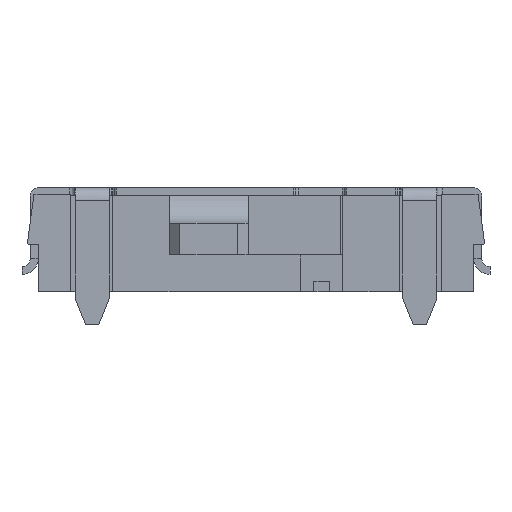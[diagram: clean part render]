
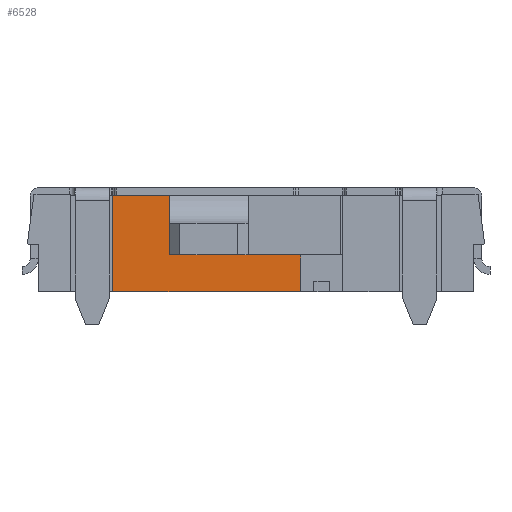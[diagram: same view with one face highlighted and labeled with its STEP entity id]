
A CAD part, front view. The second image highlights one B-rep face of the part: STEP entity #6528.
In plain terms, the highlighted planar face has unit normal (0, -1, 0).
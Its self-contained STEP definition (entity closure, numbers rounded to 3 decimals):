
#117=PLANE('',#7000);
#746=ORIENTED_EDGE('',*,*,#2537,.T.);
#747=ORIENTED_EDGE('',*,*,#2533,.T.);
#748=ORIENTED_EDGE('',*,*,#2617,.F.);
#749=ORIENTED_EDGE('',*,*,#2618,.F.);
#750=ORIENTED_EDGE('',*,*,#2619,.T.);
#751=ORIENTED_EDGE('',*,*,#2567,.F.);
#2533=EDGE_CURVE('',#3497,#3496,#4138,.T.);
#2537=EDGE_CURVE('',#3500,#3497,#4142,.T.);
#2567=EDGE_CURVE('',#3500,#3520,#4172,.T.);
#2617=EDGE_CURVE('',#3552,#3496,#4222,.T.);
#2618=EDGE_CURVE('',#3553,#3552,#4223,.T.);
#2619=EDGE_CURVE('',#3553,#3520,#4224,.T.);
#3496=VERTEX_POINT('',#9534);
#3497=VERTEX_POINT('',#9536);
#3500=VERTEX_POINT('',#9544);
#3520=VERTEX_POINT('',#9593);
#3552=VERTEX_POINT('',#9701);
#3553=VERTEX_POINT('',#9705);
#4138=LINE('',#9535,#4893);
#4142=LINE('',#9543,#4897);
#4172=LINE('',#9604,#4927);
#4222=LINE('',#9702,#4977);
#4223=LINE('',#9704,#4978);
#4224=LINE('',#9706,#4979);
#4893=VECTOR('',#7613,1000.);
#4897=VECTOR('',#7619,1000.);
#4927=VECTOR('',#7661,1000.);
#4977=VECTOR('',#7751,1000.);
#4978=VECTOR('',#7754,1000.);
#4979=VECTOR('',#7755,1000.);
#5652=EDGE_LOOP('',(#746,#747,#748,#749,#750,#751));
#6039=FACE_BOUND('',#5652,.T.);
#6528=ADVANCED_FACE('',(#6039),#117,.T.);
#7000=AXIS2_PLACEMENT_3D('',#9703,#7752,#7753);
#7613=DIRECTION('',(-1.,0.,0.));
#7619=DIRECTION('',(0.,0.,1.));
#7661=DIRECTION('',(1.,0.,0.));
#7751=DIRECTION('',(0.,0.,1.));
#7752=DIRECTION('',(0.,-1.,0.));
#7753=DIRECTION('',(0.,0.,-1.));
#7754=DIRECTION('',(-1.,0.,0.));
#7755=DIRECTION('',(0.,0.,1.));
#9534=CARTESIAN_POINT('',(-2.725,-1.5,1.83));
#9535=CARTESIAN_POINT('',(3.525,-1.5,1.83));
#9536=CARTESIAN_POINT('',(-1.65,-1.5,1.83));
#9543=CARTESIAN_POINT('',(-1.65,-1.5,0.7));
#9544=CARTESIAN_POINT('',(-1.65,-1.5,0.7));
#9593=CARTESIAN_POINT('',(0.85,-1.5,0.7));
#9604=CARTESIAN_POINT('',(-1.65,-1.5,0.7));
#9701=CARTESIAN_POINT('',(-2.725,-1.5,0.));
#9702=CARTESIAN_POINT('',(-2.725,-1.5,-1.202));
#9703=CARTESIAN_POINT('',(4.35,-1.5,1.85));
#9704=CARTESIAN_POINT('',(4.35,-1.5,0.));
#9705=CARTESIAN_POINT('',(0.85,-1.5,0.));
#9706=CARTESIAN_POINT('',(0.85,-1.5,-1.202));
